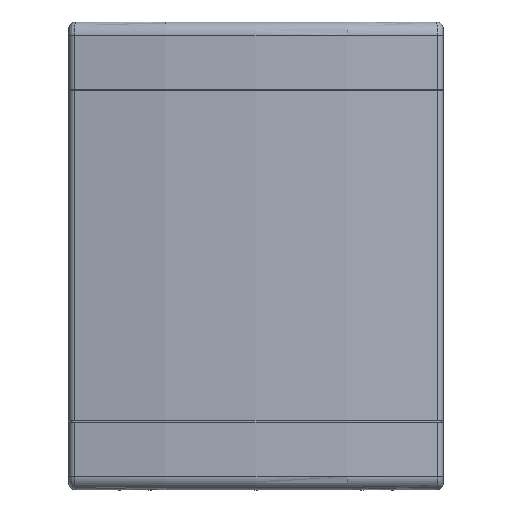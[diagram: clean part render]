
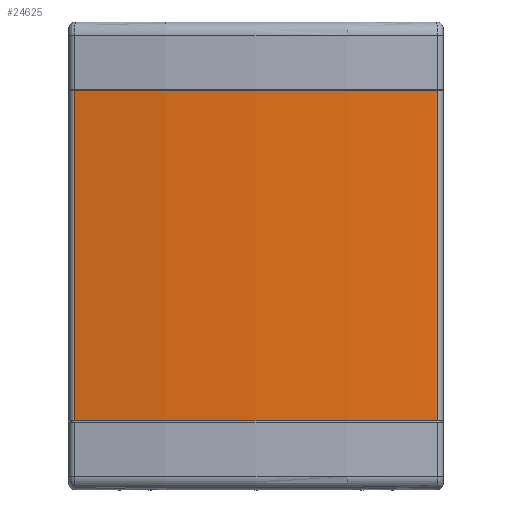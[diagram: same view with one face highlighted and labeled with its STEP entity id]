
A CAD part, top view. The second image highlights one B-rep face of the part: STEP entity #24625.
In plain terms, the highlighted cylindrical face has radius 850 mm (diameter 1700 mm), a partial arc.
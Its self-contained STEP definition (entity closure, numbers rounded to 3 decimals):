
#19452=CARTESIAN_POINT('',(0.,123.5,-802.891));
#19453=DIRECTION('',(0.,-1.,0.));
#19454=DIRECTION('',(0.16,0.,0.987));
#19455=AXIS2_PLACEMENT_3D('',#19452,#19453,#19454);
#19457=DIRECTION('',(0.,1.,0.));
#19458=VECTOR('',#19457,247.);
#19459=CARTESIAN_POINT('',(135.799,-123.5,36.191));
#19460=LINE('',#19459,#19458);
#19461=CARTESIAN_POINT('',(0.,-123.5,-802.891));
#19462=DIRECTION('',(0.,-1.,0.));
#19463=DIRECTION('',(0.16,0.,0.987));
#19464=AXIS2_PLACEMENT_3D('',#19461,#19462,#19463);
#19466=DIRECTION('',(0.,1.,0.));
#19467=VECTOR('',#19466,247.);
#19468=CARTESIAN_POINT('',(-135.799,-123.5,36.191));
#19469=LINE('',#19468,#19467);
#23840=CARTESIAN_POINT('',(135.799,-123.5,36.191));
#23841=CARTESIAN_POINT('',(-135.799,-123.5,36.191));
#23842=VERTEX_POINT('',#23840);
#23843=VERTEX_POINT('',#23841);
#23872=CARTESIAN_POINT('',(135.799,123.5,36.191));
#23873=CARTESIAN_POINT('',(-135.799,123.5,36.191));
#23874=VERTEX_POINT('',#23872);
#23875=VERTEX_POINT('',#23873);
#24611=CARTESIAN_POINT('',(0.,-175.,-802.891));
#24612=DIRECTION('',(0.,-1.,0.));
#24613=DIRECTION('',(1.,0.,0.));
#24614=AXIS2_PLACEMENT_3D('',#24611,#24612,#24613);
#24615=CYLINDRICAL_SURFACE('',#24614,850.);
#24617=ORIENTED_EDGE('',*,*,#24616,.F.);
#24618=ORIENTED_EDGE('',*,*,#24482,.F.);
#24620=ORIENTED_EDGE('',*,*,#24619,.T.);
#24622=ORIENTED_EDGE('',*,*,#24621,.T.);
#24623=EDGE_LOOP('',(#24617,#24618,#24620,#24622));
#24624=FACE_OUTER_BOUND('',#24623,.F.);
#24625=ADVANCED_FACE('',(#24624),#24615,.T.);
#19456=CIRCLE('',#19455,850.);
#19465=CIRCLE('',#19464,850.);
#24482=EDGE_CURVE('',#23842,#23874,#19460,.T.);
#24616=EDGE_CURVE('',#23874,#23875,#19456,.T.);
#24619=EDGE_CURVE('',#23842,#23843,#19465,.T.);
#24621=EDGE_CURVE('',#23843,#23875,#19469,.T.);
